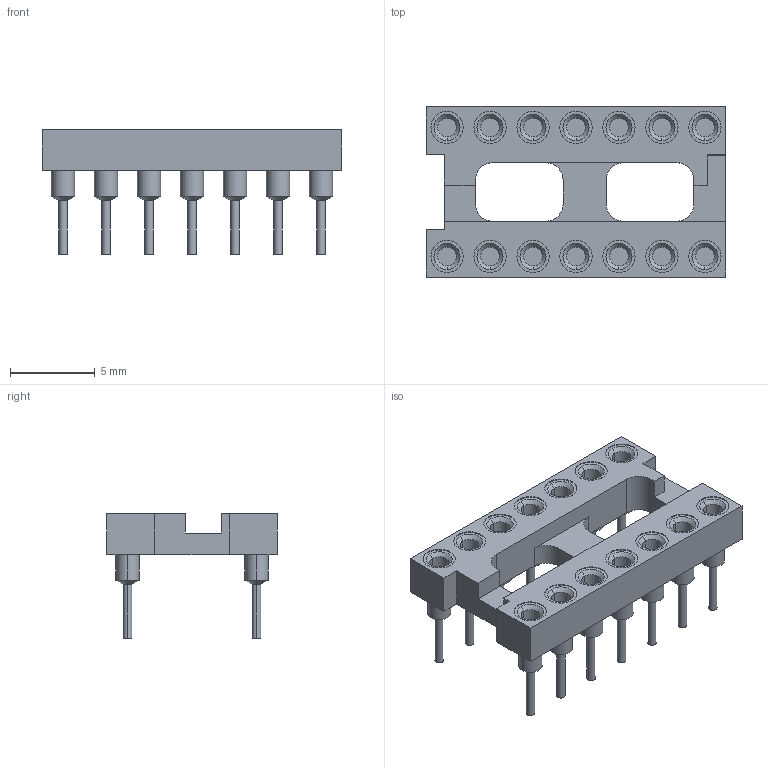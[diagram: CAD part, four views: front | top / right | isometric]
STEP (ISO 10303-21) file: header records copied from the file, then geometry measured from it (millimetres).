
FILE_DESCRIPTION(('STEP AP242'),'1');
FILE_NAME('87k6520_814-ag11d-esl-lf.stp','2019-12-03T20:49:49',('TraceParts'),('TraceParts S.A.'),'Spatial InterOp 3D',' ',' ');
FILE_SCHEMA(('AP242_MANAGED_MODEL_BASED_3D_ENGINEERING_MIM_LF {1 0 10303 442 1 1 4}'));
Length unit declared in the file: millimetre
Products named in the file (1): 87k6520_814-ag11d-esl-lf
Bounding box: 17.68 x 10.06 x 7.37 mm (x, y, z)
Volume: 340.2 mm3; surface area: 702.8 mm2
Topology: 1 solids, 1 shells, 242 faces, 516 edges, 316 vertices
Faces by surface type: cylinder 120, plane 66, cone 56
Entity records: 6559 total; most frequent: DIRECTION 1270, CARTESIAN_POINT 1075, ORIENTED_EDGE 1032, EDGE_CURVE 516, AXIS2_PLACEMENT_3D 511, VERTEX_POINT 316, EDGE_LOOP 286, CIRCLE 268
